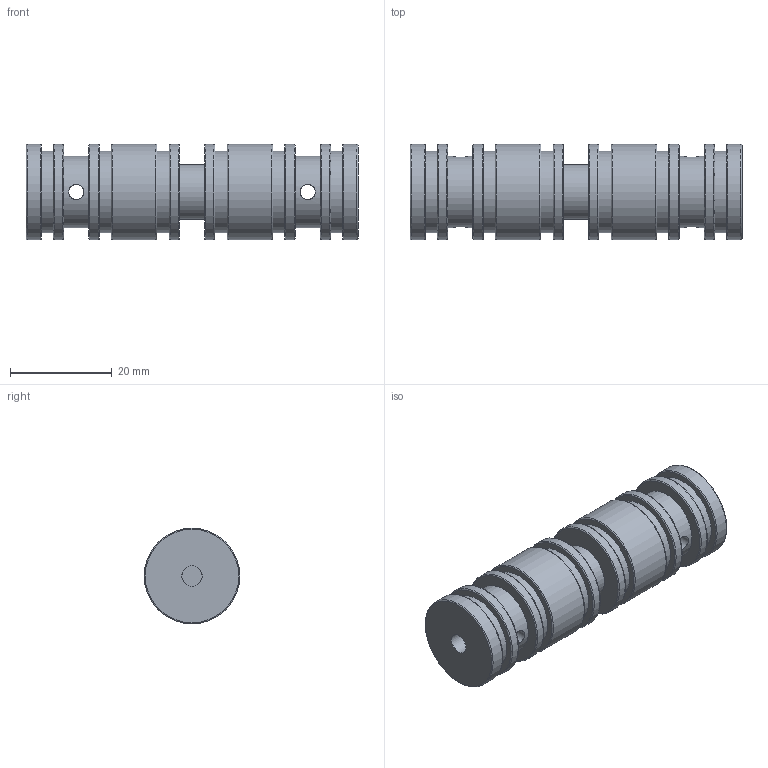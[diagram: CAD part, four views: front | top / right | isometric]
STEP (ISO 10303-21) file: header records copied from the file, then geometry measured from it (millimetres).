
FILE_DESCRIPTION(/* description */ (''),/* implementation_level */ '2;1');
FILE_NAME(/* name */ 'Timer ORings v3.step',/* time_stamp */ '2020-03-28T19:14:11-07:00',/* author */ (''),/* organization */ (''),/* preprocessor_version */ 'ST-DEVELOPER v18',/* originating_system */ 'Autodesk Translation Framework v8.12.0.6',/* authorisation */ '');
FILE_SCHEMA (('AUTOMOTIVE_DESIGN { 1 0 10303 214 3 1 1 }'));
Length unit declared in the file: millimetre
Products named in the file (1): Timer ORings
Bounding box: 65.33 x 18.8 x 18.8 mm (x, y, z)
Volume: 14401.8 mm3; surface area: 6137.3 mm2
Topology: 1 solids, 1 shells, 67 faces, 185 edges, 140 vertices
Faces by surface type: cylinder 25, plane 22, torus 20
Full cylindrical faces by diameter (mm): 3 x4, 4 x2, 10.796 x1, 14 x2, 15.977 x6, 18.796 x10
Entity records: 2626 total; most frequent: CARTESIAN_POINT 699, DIRECTION 449, ORIENTED_EDGE 370, AXIS2_PLACEMENT_3D 212, EDGE_CURVE 185, CIRCLE 144, VERTEX_POINT 140, EDGE_LOOP 95
